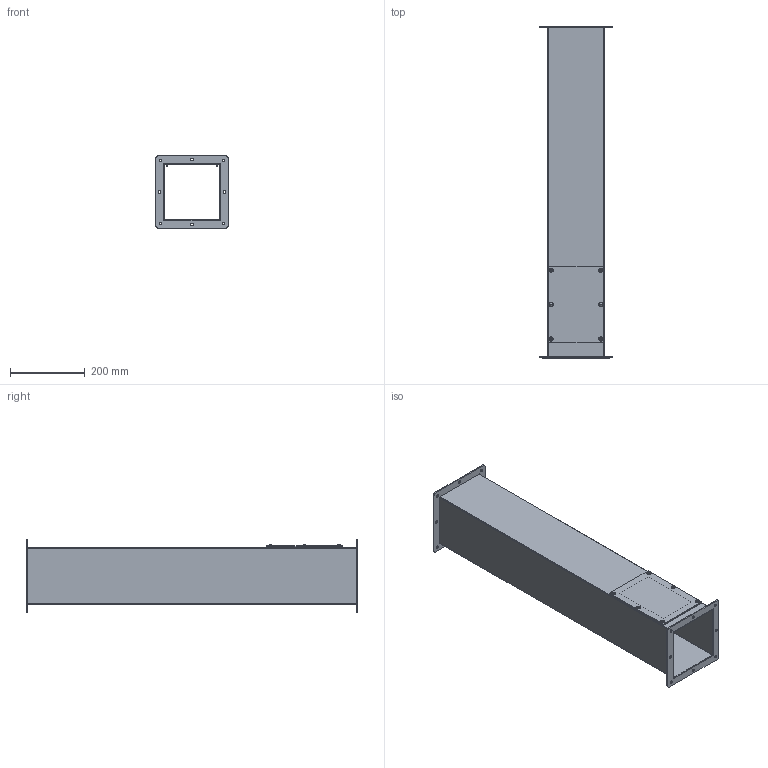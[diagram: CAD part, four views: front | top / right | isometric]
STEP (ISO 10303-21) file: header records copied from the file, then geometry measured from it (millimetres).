
FILE_DESCRIPTION(/* description */ ('STRAIGHT COLUMN, 6" X 6", 304 S.S., FRONT'),/* implementation_level */ '2;1');
FILE_NAME(/* name */ 'WA66CCOLSS.stp',/* time_stamp */ '2016-11-30T15:44:23+05:00',/* author */ ('sdirisala'),/* organization */ (''),/* preprocessor_version */ 'ST-DEVELOPER v16.1',/* originating_system */ 'Autodesk Inventor 2016',/* authorisation */ '');
FILE_SCHEMA (('AUTOMOTIVE_DESIGN { 1 0 10303 214 3 1 1 }'));
Length unit declared in the file: inch
Products named in the file (8): WA66CCOLSSFRONT; WA66CCOLSSBLR; WA66CCOLSSBASERING; WA66CCOLSSCOVER; WA66CCOLCOVERSTRIPGASKET; 37235; 39077; WA66CCOLSS
Assembly tree (18 placements, depth 2):
  WA66CCOLSS
    WA66CCOLSSFRONT
    WA66CCOLSSBLR
    WA66CCOLSSBASERING  x2
    WA66CCOLSSCOVER
    WA66CCOLCOVERSTRIPGASKET
    37235  x6
    39077  x6
Bounding box: 193.68 x 889 x 193.68 mm (x, y, z)
Volume: 1132091.7 mm3; surface area: 1186354.4 mm2
Topology: 24 solids, 24 shells, 320 faces, 1328 edges, 1062 vertices
Faces by surface type: plane 190, cylinder 94, torus 12, bspline 12, sphere 6, cone 6
Full cylindrical faces by diameter (mm): 3.556 x6, 6.35 x6, 7.061 x6, 7.144 x16, 7.849 x6, 11.506 x6
Entity records: 6784 total; most frequent: CARTESIAN_POINT 3184, ORIENTED_EDGE 698, DIRECTION 621, EDGE_CURVE 349, VERTEX_POINT 274, AXIS2_PLACEMENT_3D 230, EDGE_LOOP 193, LINE 161
